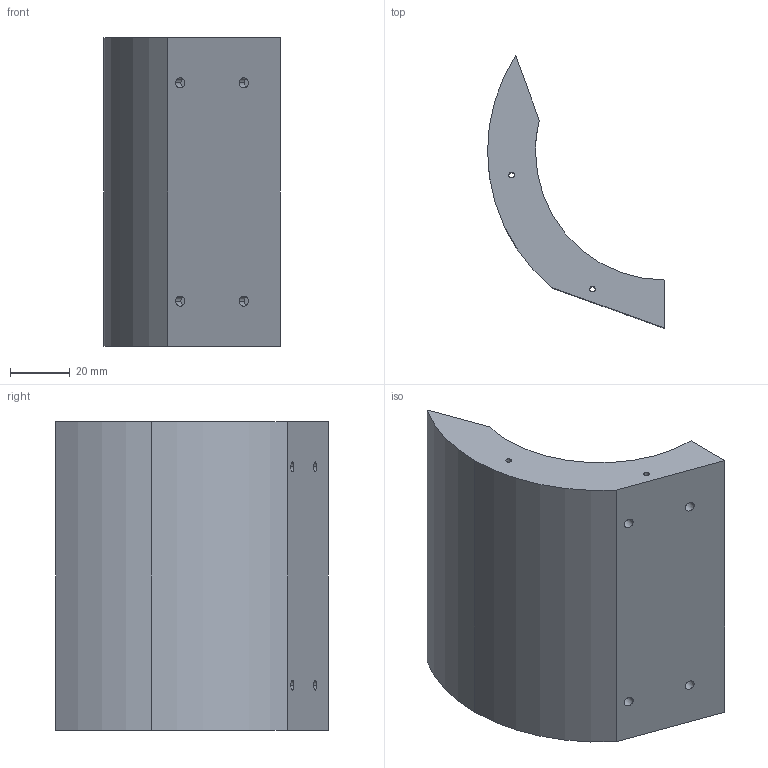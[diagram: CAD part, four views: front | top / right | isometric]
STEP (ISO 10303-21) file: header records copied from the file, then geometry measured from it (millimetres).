
FILE_DESCRIPTION (( 'STEP AP214' ), '1' );
FILE_NAME ('wristBandMiddle.STEP', '2026-01-01T23:18:34', ( '' ), ( '' ), 'SwSTEP 2.0', 'SolidWorks 2026', '' );
FILE_SCHEMA (( 'AUTOMOTIVE_DESIGN' ));
Length unit declared in the file: millimetre
Products named in the file (1): wristBandMiddle
Bounding box: 59 x 90.92 x 102.8 mm (x, y, z)
Volume: 157473.9 mm3; surface area: 30090.2 mm2
Topology: 1 solids, 1 shells, 49 faces, 129 edges, 86 vertices
Faces by surface type: plane 33, cylinder 16
Entity records: 1562 total; most frequent: CARTESIAN_POINT 313, ORIENTED_EDGE 258, DIRECTION 245, EDGE_CURVE 129, VERTEX_POINT 86, AXIS2_PLACEMENT_3D 82, VECTOR 81, LINE 81
